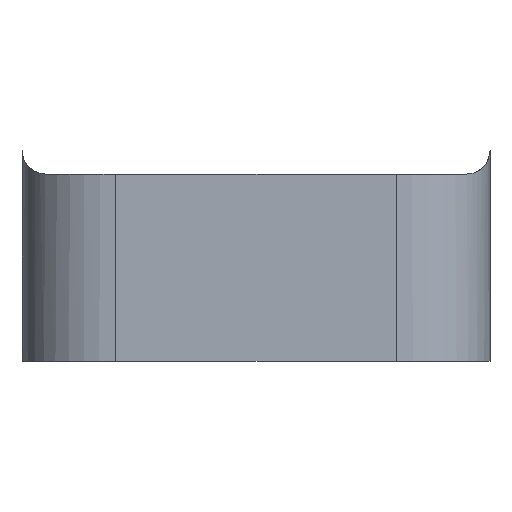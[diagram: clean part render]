
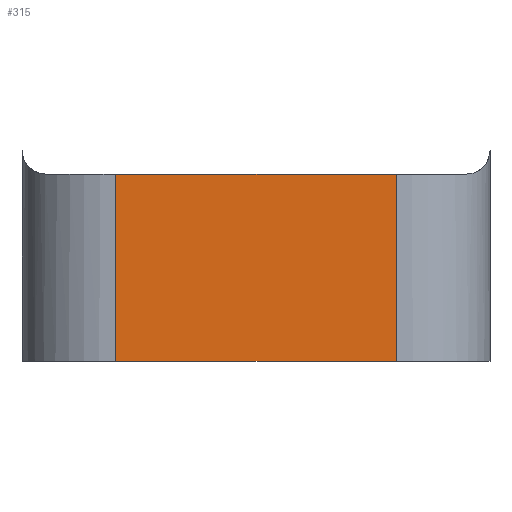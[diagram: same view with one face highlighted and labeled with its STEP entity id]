
A CAD part, front view. The second image highlights one B-rep face of the part: STEP entity #315.
In plain terms, the highlighted planar face has unit normal (0, -1, 0).
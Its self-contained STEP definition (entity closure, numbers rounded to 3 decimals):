
#31=PLANE('',#363);
#49=FACE_OUTER_BOUND('',#73,.T.);
#73=EDGE_LOOP('',(#281,#282,#283,#284));
#87=LINE('',#525,#109);
#93=LINE('',#556,#115);
#94=LINE('',#559,#116);
#95=LINE('',#562,#117);
#109=VECTOR('',#423,10.);
#115=VECTOR('',#443,10.);
#116=VECTOR('',#446,10.);
#117=VECTOR('',#451,10.);
#154=VERTEX_POINT('',#522);
#155=VERTEX_POINT('',#524);
#161=VERTEX_POINT('',#554);
#162=VERTEX_POINT('',#558);
#189=EDGE_CURVE('',#155,#154,#87,.T.);
#200=EDGE_CURVE('',#161,#154,#93,.T.);
#201=EDGE_CURVE('',#155,#162,#94,.T.);
#203=EDGE_CURVE('',#161,#162,#95,.T.);
#281=ORIENTED_EDGE('',*,*,#200,.F.);
#282=ORIENTED_EDGE('',*,*,#203,.T.);
#283=ORIENTED_EDGE('',*,*,#201,.F.);
#284=ORIENTED_EDGE('',*,*,#189,.T.);
#315=ADVANCED_FACE('',(#49),#31,.T.);
#363=AXIS2_PLACEMENT_3D('',#564,#453,#454);
#423=DIRECTION('',(1.,0.,0.));
#443=DIRECTION('',(0.,0.,-1.));
#446=DIRECTION('',(0.,0.,1.));
#451=DIRECTION('',(-1.,0.,0.));
#453=DIRECTION('center_axis',(0.,-1.,0.));
#454=DIRECTION('ref_axis',(1.,0.,0.));
#522=CARTESIAN_POINT('',(-115.,-429.5,-59.438));
#524=CARTESIAN_POINT('',(-127.,-429.5,-59.438));
#525=CARTESIAN_POINT('',(-131.,-429.5,-59.438));
#554=CARTESIAN_POINT('',(-115.,-429.5,-51.438));
#556=CARTESIAN_POINT('',(-115.,-429.5,-52.688));
#558=CARTESIAN_POINT('',(-127.,-429.5,-51.438));
#559=CARTESIAN_POINT('',(-127.,-429.5,-57.188));
#562=CARTESIAN_POINT('',(-111.,-429.5,-51.438));
#564=CARTESIAN_POINT('Origin',(-121.,-429.5,-54.938));
